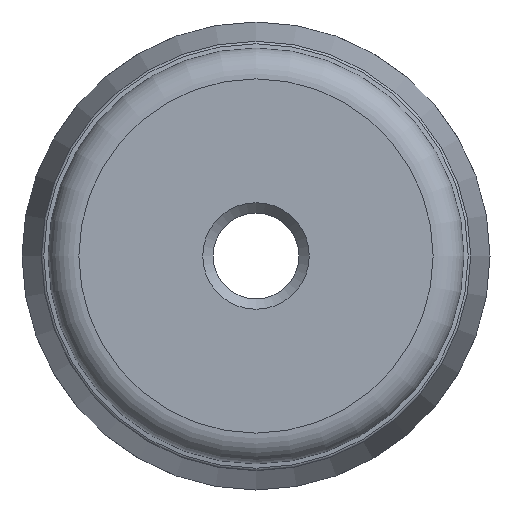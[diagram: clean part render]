
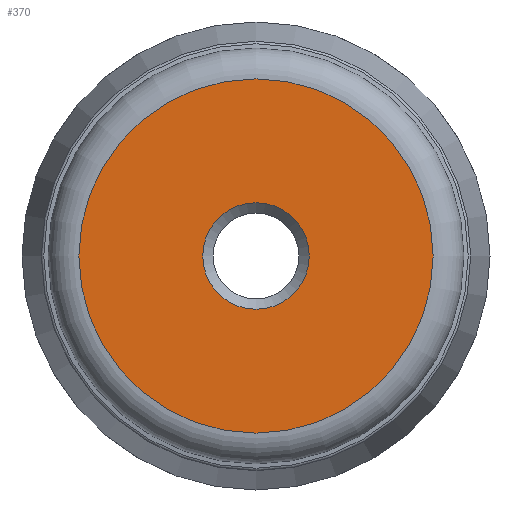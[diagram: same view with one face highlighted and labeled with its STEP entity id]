
A CAD part, front view. The second image highlights one B-rep face of the part: STEP entity #370.
In plain terms, the highlighted planar face has unit normal (0, -1, 0).
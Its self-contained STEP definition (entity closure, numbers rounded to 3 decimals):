
#21=FACE_BOUND('',#107,.T.);
#25=PLANE('',#446);
#81=FACE_OUTER_BOUND('',#106,.T.);
#106=EDGE_LOOP('',(#312));
#107=EDGE_LOOP('',(#313));
#146=CIRCLE('',#445,5.188);
#147=CIRCLE('',#447,17.25);
#182=VERTEX_POINT('',#682);
#183=VERTEX_POINT('',#686);
#227=EDGE_CURVE('',#182,#182,#146,.T.);
#229=EDGE_CURVE('',#183,#183,#147,.T.);
#312=ORIENTED_EDGE('',*,*,#229,.F.);
#313=ORIENTED_EDGE('',*,*,#227,.F.);
#370=ADVANCED_FACE('',(#81,#21),#25,.T.);
#445=AXIS2_PLACEMENT_3D('',#683,#560,#561);
#446=AXIS2_PLACEMENT_3D('',#685,#563,#564);
#447=AXIS2_PLACEMENT_3D('',#687,#565,#566);
#560=DIRECTION('center_axis',(0.,-1.,0.));
#561=DIRECTION('ref_axis',(-1.,0.,0.));
#563=DIRECTION('center_axis',(0.,-1.,0.));
#564=DIRECTION('ref_axis',(0.,0.,-1.));
#565=DIRECTION('center_axis',(0.,1.,0.));
#566=DIRECTION('ref_axis',(1.,0.,0.));
#682=CARTESIAN_POINT('',(5.188,0.,0.));
#683=CARTESIAN_POINT('Origin',(0.,0.,0.));
#685=CARTESIAN_POINT('Origin',(-20.25,0.,0.));
#686=CARTESIAN_POINT('',(0.,0.,-17.25));
#687=CARTESIAN_POINT('Origin',(0.,0.,0.));
